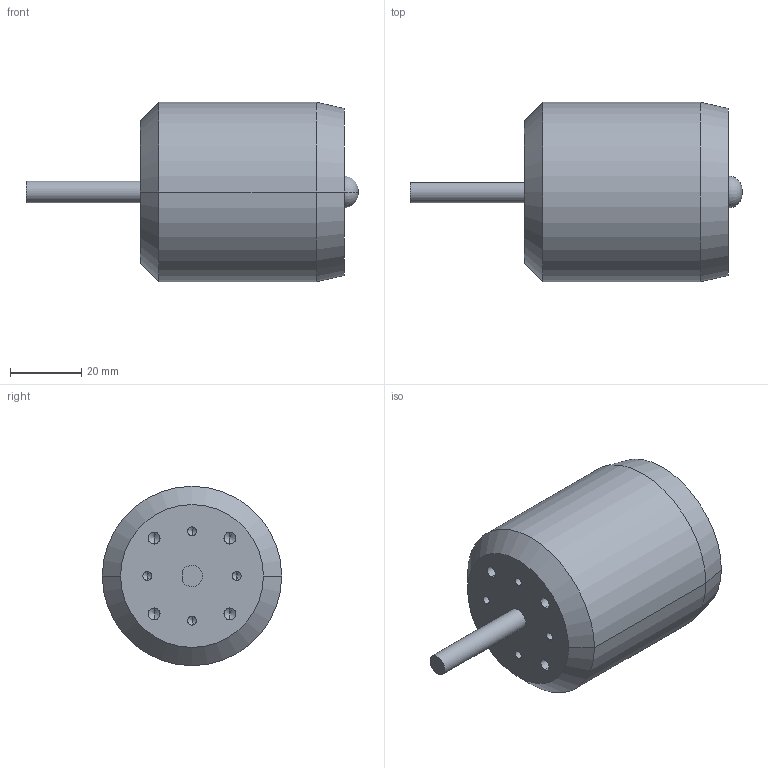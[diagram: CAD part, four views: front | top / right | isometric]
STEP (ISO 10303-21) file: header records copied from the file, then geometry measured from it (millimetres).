
FILE_DESCRIPTION (( 'STEP AP214' ), '1' );
FILE_NAME ('enginescorpion.STEP', '2025-03-27T15:35:46', ( '' ), ( '' ), 'SwSTEP 2.0', 'SolidWorks 2023', '' );
FILE_SCHEMA (( 'AUTOMOTIVE_DESIGN' ));
Length unit declared in the file: millimetre
Products named in the file (1): enginescorpion
Bounding box: 92.89 x 50.2 x 50.2 mm (x, y, z)
Volume: 110327.2 mm3; surface area: 13768.6 mm2
Topology: 1 solids, 1 shells, 61 faces, 138 edges, 71 vertices
Faces by surface type: cone 36, cylinder 19, plane 4, torus 2
Entity records: 1583 total; most frequent: DIRECTION 306, CARTESIAN_POINT 253, ORIENTED_EDGE 240, AXIS2_PLACEMENT_3D 124, EDGE_CURVE 120, EDGE_LOOP 71, VERTEX_POINT 71, CIRCLE 62
